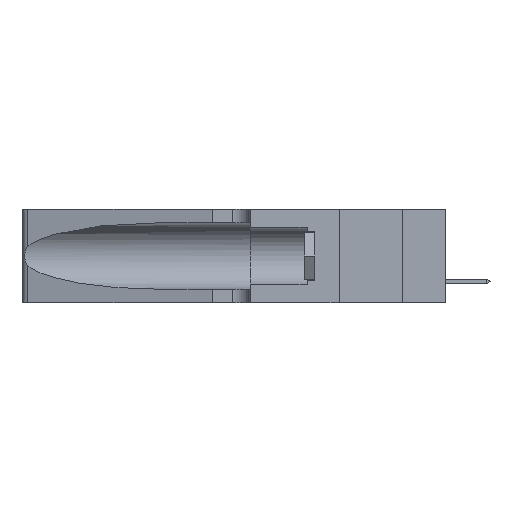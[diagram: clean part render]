
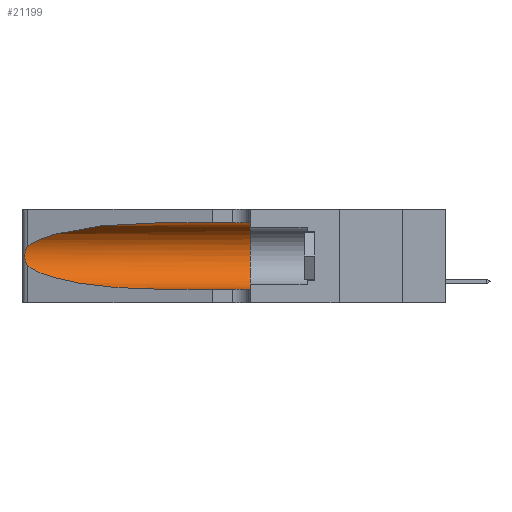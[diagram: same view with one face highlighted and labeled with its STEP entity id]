
A CAD part, left-side view. The second image highlights one B-rep face of the part: STEP entity #21199.
In plain terms, the highlighted cylindrical face has radius 3.308 mm (diameter 6.617 mm), a partial arc.
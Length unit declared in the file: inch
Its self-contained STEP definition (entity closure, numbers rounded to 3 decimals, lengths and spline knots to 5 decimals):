
#620 = ORIENTED_EDGE ( 'NONE', *, *, #23273, .F. ) ;
#875 = CARTESIAN_POINT ( 'NONE',  ( 0.1305, 0.72297, 0.31525 ) ) ;
#1970 = FACE_OUTER_BOUND ( 'NONE', #18263, .T. ) ;
#2626 = CARTESIAN_POINT ( 'NONE',  ( 0.1305, 0.72297, 0.05475 ) ) ;
#3347 = CARTESIAN_POINT ( 'NONE',  ( 0.26018, 1.23835, 0.19895 ) ) ;
#3439 = CARTESIAN_POINT ( 'NONE',  ( 0.25854, 1.2359, 0.20912 ) ) ;
#3800 = AXIS2_PLACEMENT_3D ( 'NONE', #13707, #21287, #25261 ) ;
#3829 = CARTESIAN_POINT ( 'NONE',  ( 0.1305, 0.72297, 0.05475 ) ) ;
#4100 = CYLINDRICAL_SURFACE ( 'NONE', #21136, 0.13025 ) ;
#4618 = CARTESIAN_POINT ( 'NONE',  ( 0.1305, 1.61858, 0.185 ) ) ;
#5049 = CARTESIAN_POINT ( 'NONE',  ( 0.18966, 0.96281, 0.31525 ) ) ;
#5782 = VECTOR ( 'NONE', #7678, 39.37008 ) ;
#5907 =( BOUNDED_CURVE ( )  B_SPLINE_CURVE ( 3, ( #6349, #20164, #10412, #2626 ),
 .UNSPECIFIED., .F., .F. ) 
 B_SPLINE_CURVE_WITH_KNOTS ( ( 4, 4 ),
 ( 3.44316, 4.71239 ),
 .UNSPECIFIED. ) 
 CURVE ( )  GEOMETRIC_REPRESENTATION_ITEM ( )  RATIONAL_B_SPLINE_CURVE ( ( 1., 0.87, 0.87, 1. ) ) 
 REPRESENTATION_ITEM ( '' )  );
#5976 = ORIENTED_EDGE ( 'NONE', *, *, #14741, .F. ) ;
#6349 = CARTESIAN_POINT ( 'NONE',  ( 0.25487, 1.22718, 0.14631 ) ) ;
#6421 = VERTEX_POINT ( 'NONE', #3829 ) ;
#6470 = EDGE_CURVE ( 'NONE', #9638, #12656, #17335, .T. ) ;
#6477 = EDGE_CURVE ( 'NONE', #6421, #21042, #6558, .T. ) ;
#6558 = LINE ( 'NONE', #17910, #14862 ) ;
#6801 = CIRCLE ( 'NONE', #3800, 0.13025 ) ;
#7313 = CARTESIAN_POINT ( 'NONE',  ( 0.26075, 1.23896, 0.178 ) ) ;
#7410 = CARTESIAN_POINT ( 'NONE',  ( 0.25856, 1.23593, 0.16098 ) ) ;
#7507 = CARTESIAN_POINT ( 'NONE',  ( 0.25789, 1.23486, 0.15765 ) ) ;
#7678 = DIRECTION ( 'NONE',  ( 0., -1., 0. ) ) ;
#7992 = CARTESIAN_POINT ( 'NONE',  ( 0.25555, 1.22993, 0.14849 ) ) ;
#9086 = CARTESIAN_POINT ( 'NONE',  ( 0.2373, 1.15595, 0.28018 ) ) ;
#9368 = CARTESIAN_POINT ( 'NONE',  ( 0.25639, 1.23186, 0.15144 ) ) ;
#9638 = VERTEX_POINT ( 'NONE', #15542 ) ;
#10412 = CARTESIAN_POINT ( 'NONE',  ( 0.18966, 0.96281, 0.05475 ) ) ;
#10856 = ORIENTED_EDGE ( 'NONE', *, *, #22856, .T. ) ;
#11116 = CARTESIAN_POINT ( 'NONE',  ( 0.1305, 0.72297, 0.31525 ) ) ;
#11539 = EDGE_CURVE ( 'NONE', #23542, #9638, #23453, .T. ) ;
#12231 = CARTESIAN_POINT ( 'NONE',  ( 0.1305, 0.35, 0.05475 ) ) ;
#12494 = DIRECTION ( 'NONE',  ( 0., -1., 0. ) ) ;
#12656 = VERTEX_POINT ( 'NONE', #20433 ) ;
#12745 = CARTESIAN_POINT ( 'NONE',  ( 0.1305, 0.35, 0.31525 ) ) ;
#13550 = CARTESIAN_POINT ( 'NONE',  ( 0.25487, 1.22718, 0.14631 ) ) ;
#13707 = CARTESIAN_POINT ( 'NONE',  ( 0.1305, 0.35, 0.185 ) ) ;
#13842 = ORIENTED_EDGE ( 'NONE', *, *, #6477, .T. ) ;
#14000 = CARTESIAN_POINT ( 'NONE',  ( 0.25787, 1.23484, 0.2124 ) ) ;
#14741 = EDGE_CURVE ( 'NONE', #23542, #15215, #22593, .T. ) ;
#14862 = VECTOR ( 'NONE', #15853, 39.37008 ) ;
#15215 = VERTEX_POINT ( 'NONE', #12745 ) ;
#15542 = CARTESIAN_POINT ( 'NONE',  ( 0.25487, 1.22718, 0.22369 ) ) ;
#15853 = DIRECTION ( 'NONE',  ( 0., -1., 0. ) ) ;
#17147 = ORIENTED_EDGE ( 'NONE', *, *, #6470, .T. ) ;
#17335 = B_SPLINE_CURVE_WITH_KNOTS ( 'NONE', 3,
 ( #17995, #23826, #23982, #14000, #3439, #3347, #20870, #7313, #22954, #7410, #7507, #9368, #7992, #13550 ),
 .UNSPECIFIED., .F., .F.,
 ( 4, 2, 2, 2, 2, 2, 4 ),
 ( 0., 0.00027, 0.00053, 0.00107, 0.0016, 0.00187, 0.00214 ),
 .UNSPECIFIED. ) ;
#17910 = CARTESIAN_POINT ( 'NONE',  ( 0.1305, 1.61858, 0.05475 ) ) ;
#17995 = CARTESIAN_POINT ( 'NONE',  ( 0.25487, 1.22718, 0.22369 ) ) ;
#18263 = EDGE_LOOP ( 'NONE', ( #22104, #17147, #10856, #13842, #620, #5976 ) ) ;
#18639 = CARTESIAN_POINT ( 'NONE',  ( 0.25487, 1.22718, 0.22369 ) ) ;
#20018 = DIRECTION ( 'NONE',  ( 0., 0., -1. ) ) ;
#20164 = CARTESIAN_POINT ( 'NONE',  ( 0.2373, 1.15595, 0.08982 ) ) ;
#20433 = CARTESIAN_POINT ( 'NONE',  ( 0.25487, 1.22718, 0.14631 ) ) ;
#20870 = CARTESIAN_POINT ( 'NONE',  ( 0.26075, 1.23896, 0.19203 ) ) ;
#21042 = VERTEX_POINT ( 'NONE', #12231 ) ;
#21136 = AXIS2_PLACEMENT_3D ( 'NONE', #4618, #12494, #20018 ) ;
#21199 = ADVANCED_FACE ( 'NONE', ( #1970 ), #4100, .F. ) ;
#21287 = DIRECTION ( 'NONE',  ( 0., 1., 0. ) ) ;
#22104 = ORIENTED_EDGE ( 'NONE', *, *, #11539, .T. ) ;
#22593 = LINE ( 'NONE', #24767, #5782 ) ;
#22856 = EDGE_CURVE ( 'NONE', #12656, #6421, #5907, .T. ) ;
#22954 = CARTESIAN_POINT ( 'NONE',  ( 0.26017, 1.23833, 0.17102 ) ) ;
#23273 = EDGE_CURVE ( 'NONE', #15215, #21042, #6801, .T. ) ;
#23453 =( BOUNDED_CURVE ( )  B_SPLINE_CURVE ( 3, ( #11116, #5049, #9086, #18639 ),
 .UNSPECIFIED., .F., .T. ) 
 B_SPLINE_CURVE_WITH_KNOTS ( ( 4, 4 ),
 ( 1.5708, 2.84003 ),
 .UNSPECIFIED. ) 
 CURVE ( )  GEOMETRIC_REPRESENTATION_ITEM ( )  RATIONAL_B_SPLINE_CURVE ( ( 1., 0.87, 0.87, 1. ) ) 
 REPRESENTATION_ITEM ( '' )  );
#23542 = VERTEX_POINT ( 'NONE', #875 ) ;
#23826 = CARTESIAN_POINT ( 'NONE',  ( 0.25555, 1.22994, 0.2215 ) ) ;
#23982 = CARTESIAN_POINT ( 'NONE',  ( 0.25639, 1.23184, 0.21858 ) ) ;
#24767 = CARTESIAN_POINT ( 'NONE',  ( 0.1305, 1.61858, 0.31525 ) ) ;
#25261 = DIRECTION ( 'NONE',  ( 0., 0., 1. ) ) ;
